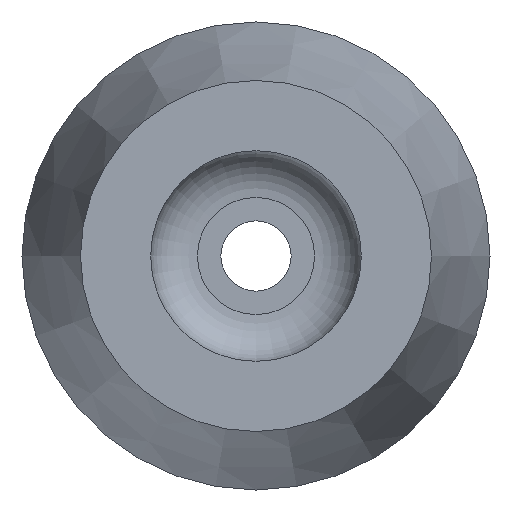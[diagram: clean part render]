
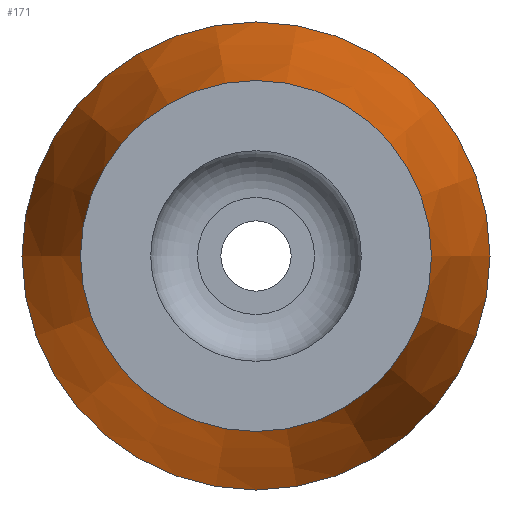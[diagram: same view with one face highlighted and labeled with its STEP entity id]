
A CAD part, front view. The second image highlights one B-rep face of the part: STEP entity #171.
In plain terms, the highlighted conical face has half-angle 11.768 degrees and reference radius 10 mm.
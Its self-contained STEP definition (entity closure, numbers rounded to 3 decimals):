
#15=CONICAL_SURFACE('',#195,10.,11.768);
#33=FACE_BOUND('',#68,.T.);
#46=FACE_OUTER_BOUND('',#67,.T.);
#67=EDGE_LOOP('',(#135));
#68=EDGE_LOOP('',(#136));
#86=CIRCLE('',#196,10.);
#87=CIRCLE('',#197,7.5);
#100=VERTEX_POINT('',#289);
#101=VERTEX_POINT('',#291);
#114=EDGE_CURVE('',#100,#100,#86,.T.);
#115=EDGE_CURVE('',#101,#101,#87,.T.);
#135=ORIENTED_EDGE('',*,*,#114,.T.);
#136=ORIENTED_EDGE('',*,*,#115,.T.);
#171=ADVANCED_FACE('',(#46,#33),#15,.T.);
#195=AXIS2_PLACEMENT_3D('',#288,#241,#242);
#196=AXIS2_PLACEMENT_3D('',#290,#243,#244);
#197=AXIS2_PLACEMENT_3D('',#292,#245,#246);
#241=DIRECTION('center_axis',(0.,1.,0.));
#242=DIRECTION('ref_axis',(-1.,0.,0.));
#243=DIRECTION('center_axis',(0.,-1.,0.));
#244=DIRECTION('ref_axis',(-1.,0.,0.));
#245=DIRECTION('center_axis',(0.,1.,0.));
#246=DIRECTION('ref_axis',(1.,0.,0.));
#288=CARTESIAN_POINT('Origin',(0.,52.,0.));
#289=CARTESIAN_POINT('',(-10.,52.,0.));
#290=CARTESIAN_POINT('Origin',(0.,52.,0.));
#291=CARTESIAN_POINT('',(7.5,40.,0.));
#292=CARTESIAN_POINT('Origin',(0.,40.,0.));
